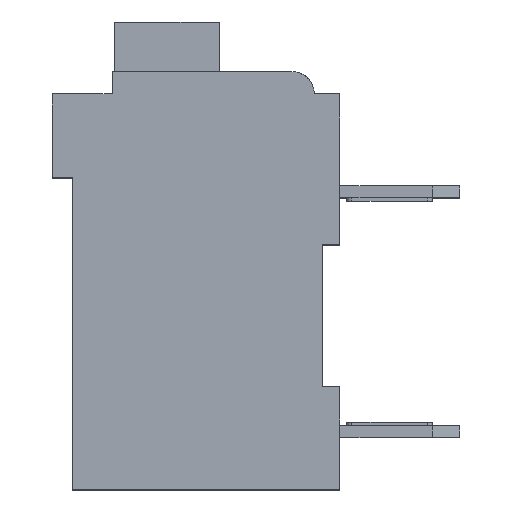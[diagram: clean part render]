
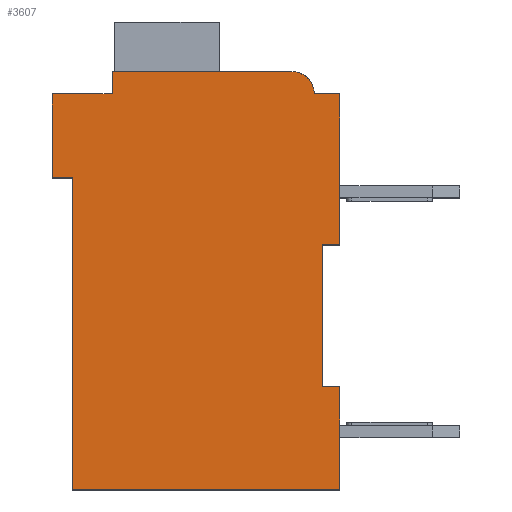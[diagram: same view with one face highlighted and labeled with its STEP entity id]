
A CAD part, top view. The second image highlights one B-rep face of the part: STEP entity #3607.
In plain terms, the highlighted planar face has unit normal (0, 0, 1).
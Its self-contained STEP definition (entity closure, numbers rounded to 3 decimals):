
#784=DIRECTION('',(1.,0.,0.));
#785=VECTOR('',#784,0.5);
#786=CARTESIAN_POINT('',(7.3,7.15,2.1));
#787=LINE('',#786,#785);
#788=DIRECTION('',(0.,1.,0.));
#789=VECTOR('',#788,4.15);
#790=CARTESIAN_POINT('',(7.3,3.,2.1));
#791=LINE('',#790,#789);
#792=DIRECTION('',(-1.,0.,0.));
#793=VECTOR('',#792,0.5);
#794=CARTESIAN_POINT('',(7.8,3.,2.1));
#795=LINE('',#794,#793);
#796=DIRECTION('',(0.,1.,0.));
#797=VECTOR('',#796,3.);
#798=CARTESIAN_POINT('',(7.8,0.,2.1));
#799=LINE('',#798,#797);
#800=DIRECTION('',(1.,0.,0.));
#801=VECTOR('',#800,7.8);
#802=CARTESIAN_POINT('',(0.,0.,2.1));
#803=LINE('',#802,#801);
#804=DIRECTION('',(0.,-1.,0.));
#805=VECTOR('',#804,9.1);
#806=CARTESIAN_POINT('',(0.,9.1,2.1));
#807=LINE('',#806,#805);
#808=DIRECTION('',(1.,0.,0.));
#809=VECTOR('',#808,0.6);
#810=CARTESIAN_POINT('',(-0.6,9.1,2.1));
#811=LINE('',#810,#809);
#812=DIRECTION('',(0.,-1.,0.));
#813=VECTOR('',#812,2.45);
#814=CARTESIAN_POINT('',(-0.6,11.55,2.1));
#815=LINE('',#814,#813);
#816=DIRECTION('',(-1.,0.,0.));
#817=VECTOR('',#816,1.75);
#818=CARTESIAN_POINT('',(1.15,11.55,2.1));
#819=LINE('',#818,#817);
#820=DIRECTION('',(0.,-1.,0.));
#821=VECTOR('',#820,0.65);
#822=CARTESIAN_POINT('',(1.15,12.2,2.1));
#823=LINE('',#822,#821);
#824=DIRECTION('',(-1.,0.,0.));
#825=VECTOR('',#824,5.25);
#826=CARTESIAN_POINT('',(6.4,12.2,2.1));
#827=LINE('',#826,#825);
#828=CARTESIAN_POINT('',(6.4,11.55,2.1));
#829=DIRECTION('',(0.,0.,1.));
#830=DIRECTION('',(1.,0.,0.));
#831=AXIS2_PLACEMENT_3D('',#828,#829,#830);
#833=DIRECTION('',(-1.,0.,0.));
#834=VECTOR('',#833,0.75);
#835=CARTESIAN_POINT('',(7.8,11.55,2.1));
#836=LINE('',#835,#834);
#837=DIRECTION('',(0.,1.,0.));
#838=VECTOR('',#837,4.4);
#839=CARTESIAN_POINT('',(7.8,7.15,2.1));
#840=LINE('',#839,#838);
#2055=CARTESIAN_POINT('',(7.3,7.15,2.1));
#2056=CARTESIAN_POINT('',(7.8,7.15,2.1));
#2057=VERTEX_POINT('',#2055);
#2058=VERTEX_POINT('',#2056);
#2059=CARTESIAN_POINT('',(7.8,11.55,2.1));
#2060=VERTEX_POINT('',#2059);
#2061=CARTESIAN_POINT('',(7.05,11.55,2.1));
#2062=VERTEX_POINT('',#2061);
#2063=CARTESIAN_POINT('',(6.4,12.2,2.1));
#2064=VERTEX_POINT('',#2063);
#2065=CARTESIAN_POINT('',(1.15,12.2,2.1));
#2066=VERTEX_POINT('',#2065);
#2067=CARTESIAN_POINT('',(1.15,11.55,2.1));
#2068=VERTEX_POINT('',#2067);
#2069=CARTESIAN_POINT('',(-0.6,11.55,2.1));
#2070=VERTEX_POINT('',#2069);
#2071=CARTESIAN_POINT('',(-0.6,9.1,2.1));
#2072=VERTEX_POINT('',#2071);
#2073=CARTESIAN_POINT('',(0.,9.1,2.1));
#2074=VERTEX_POINT('',#2073);
#2075=CARTESIAN_POINT('',(0.,0.,2.1));
#2076=VERTEX_POINT('',#2075);
#2077=CARTESIAN_POINT('',(7.8,0.,2.1));
#2078=VERTEX_POINT('',#2077);
#2079=CARTESIAN_POINT('',(7.8,3.,2.1));
#2080=VERTEX_POINT('',#2079);
#2081=CARTESIAN_POINT('',(7.3,3.,2.1));
#2082=VERTEX_POINT('',#2081);
#3583=CARTESIAN_POINT('',(0.,0.,2.1));
#3584=DIRECTION('',(0.,0.,1.));
#3585=DIRECTION('',(1.,0.,0.));
#3586=AXIS2_PLACEMENT_3D('',#3583,#3584,#3585);
#3587=PLANE('',#3586);
#3588=ORIENTED_EDGE('',*,*,#2704,.F.);
#3589=ORIENTED_EDGE('',*,*,#2853,.F.);
#3591=ORIENTED_EDGE('',*,*,#3590,.F.);
#3593=ORIENTED_EDGE('',*,*,#3592,.F.);
#3595=ORIENTED_EDGE('',*,*,#3594,.F.);
#3596=ORIENTED_EDGE('',*,*,#2950,.F.);
#3597=ORIENTED_EDGE('',*,*,#2990,.F.);
#3598=ORIENTED_EDGE('',*,*,#3054,.F.);
#3599=ORIENTED_EDGE('',*,*,#3123,.F.);
#3600=ORIENTED_EDGE('',*,*,#3192,.F.);
#3601=ORIENTED_EDGE('',*,*,#3340,.F.);
#3602=ORIENTED_EDGE('',*,*,#3525,.F.);
#3603=ORIENTED_EDGE('',*,*,#3485,.F.);
#3604=ORIENTED_EDGE('',*,*,#2789,.F.);
#3605=EDGE_LOOP('',(#3588,#3589,#3591,#3593,#3595,#3596,#3597,#3598,#3599,#3600,
#3601,#3602,#3603,#3604));
#3606=FACE_OUTER_BOUND('',#3605,.F.);
#832=CIRCLE('',#831,0.65);
#2704=EDGE_CURVE('',#2057,#2058,#787,.T.);
#2789=EDGE_CURVE('',#2058,#2060,#840,.T.);
#2853=EDGE_CURVE('',#2082,#2057,#791,.T.);
#2950=EDGE_CURVE('',#2074,#2076,#807,.T.);
#2990=EDGE_CURVE('',#2072,#2074,#811,.T.);
#3054=EDGE_CURVE('',#2070,#2072,#815,.T.);
#3123=EDGE_CURVE('',#2068,#2070,#819,.T.);
#3192=EDGE_CURVE('',#2066,#2068,#823,.T.);
#3340=EDGE_CURVE('',#2064,#2066,#827,.T.);
#3485=EDGE_CURVE('',#2060,#2062,#836,.T.);
#3525=EDGE_CURVE('',#2062,#2064,#832,.T.);
#3590=EDGE_CURVE('',#2080,#2082,#795,.T.);
#3592=EDGE_CURVE('',#2078,#2080,#799,.T.);
#3594=EDGE_CURVE('',#2076,#2078,#803,.T.);
#3607=ADVANCED_FACE('',(#3606),#3587,.T.);
